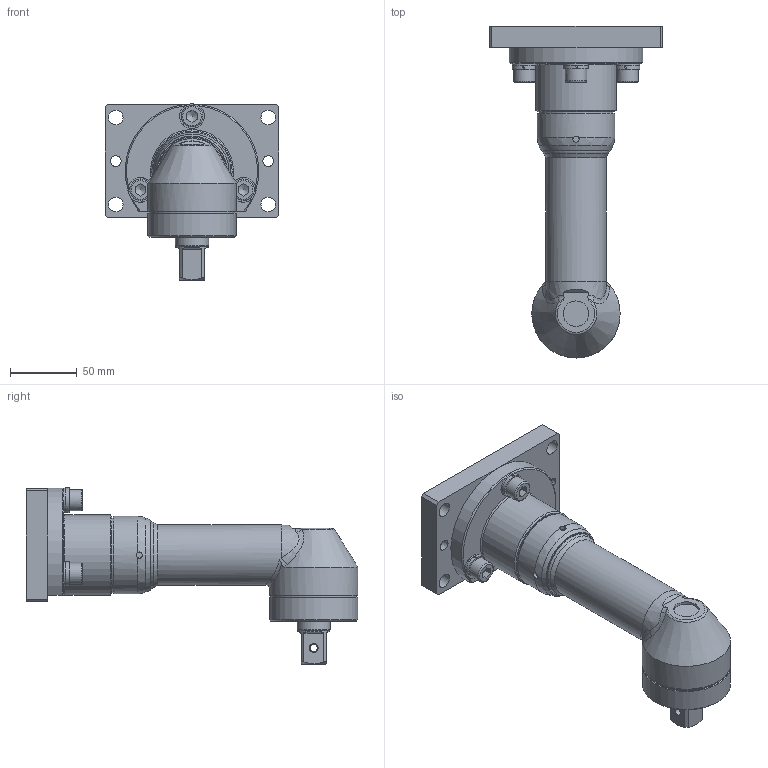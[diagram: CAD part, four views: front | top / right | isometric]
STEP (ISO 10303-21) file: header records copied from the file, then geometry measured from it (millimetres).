
FILE_DESCRIPTION(/* description */ (''),/* implementation_level */ '2;1');
FILE_NAME(/* name */ 'RA300-120-CFT(DS-N062).stp',/* time_stamp */ '2019-10-29T14:30:58+09:00',/* author */ ('y-mizuno'),/* organization */ (''),/* preprocessor_version */ 'ST-DEVELOPER v17',/* originating_system */ 'Autodesk Inventor 2019',/* authorisation */ '');
FILE_SCHEMA (('AUTOMOTIVE_DESIGN { 1 0 10303 214 3 1 1 }'));
Length unit declared in the file: millimetre
Products named in the file (1): RA300-120-CFT(DS-N062)
Bounding box: 130 x 248 x 131.7 mm (x, y, z)
Volume: 717926.2 mm3; surface area: 100394.9 mm2
Topology: 1 solids, 2 shells, 252 faces, 697 edges, 467 vertices
Faces by surface type: plane 120, cylinder 83, cone 28, torus 12, bspline 9
Full cylindrical faces by diameter (mm): 1.6 x1, 4.6 x8, 5.5 x1, 8 x2, 8.5 x3, 9 x3, 10 x3, 10.5 x3, 11 x4, 14 x3, 16 x3, 18 x3, 19 x1, 23 x1, 24 x1, 25 x1, 26.5 x1, 30 x1, 42 x1, 45 x1, 47 x2, 50 x1, 55 x2, 56 x1, 58 x1, 60 x1, 64 x1, 66 x2
Entity records: 9128 total; most frequent: CARTESIAN_POINT 2453, DIRECTION 1473, ORIENTED_EDGE 1386, EDGE_CURVE 693, AXIS2_PLACEMENT_3D 627, VERTEX_POINT 467, CIRCLE 371, EDGE_LOOP 302
